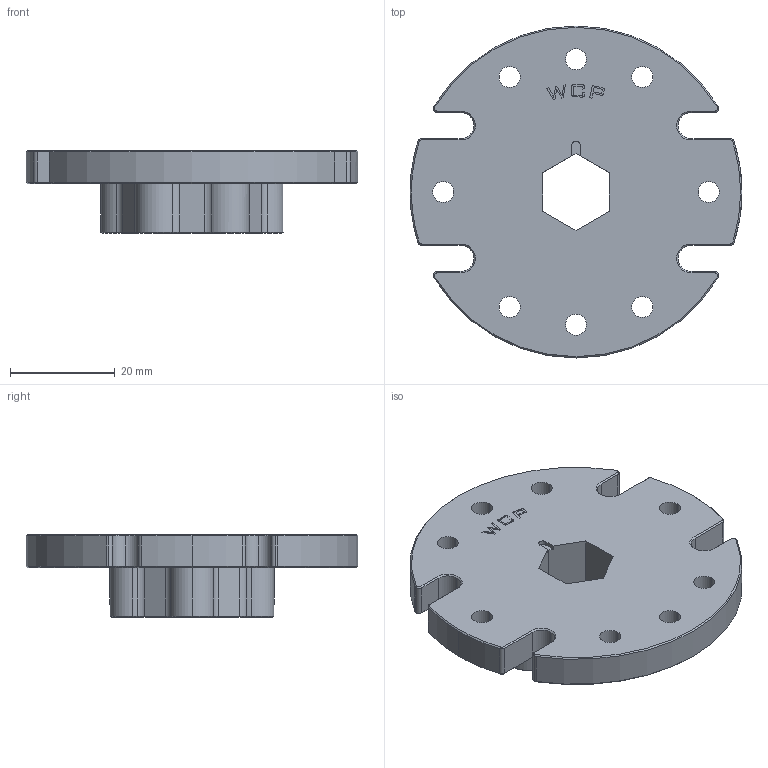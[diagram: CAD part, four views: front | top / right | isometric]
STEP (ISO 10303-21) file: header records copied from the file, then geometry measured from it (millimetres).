
FILE_DESCRIPTION (( 'STEP AP214' ), '1' );
FILE_NAME ('WCP-1124 Rev1.step', '2024-08-10T21:21:00', ( '' ), ( '' ), 'SwSTEP 2.0', 'SolidWorks 2022', '' );
FILE_SCHEMA (( 'AUTOMOTIVE_DESIGN' ));
Length unit declared in the file: inch
Products named in the file (1): WCP-1124 Rev1
Bounding box: 63.5 x 63.5 x 15.88 mm (x, y, z)
Volume: 23362.9 mm3; surface area: 9444.5 mm2
Topology: 1 solids, 1 shells, 221 faces, 563 edges, 349 vertices
Faces by surface type: plane 86, cone 65, cylinder 61, bspline 9
Entity records: 7370 total; most frequent: CARTESIAN_POINT 1663, DIRECTION 1166, ORIENTED_EDGE 1126, EDGE_CURVE 563, AXIS2_PLACEMENT_3D 408, LINE 350, VECTOR 350, VERTEX_POINT 349
